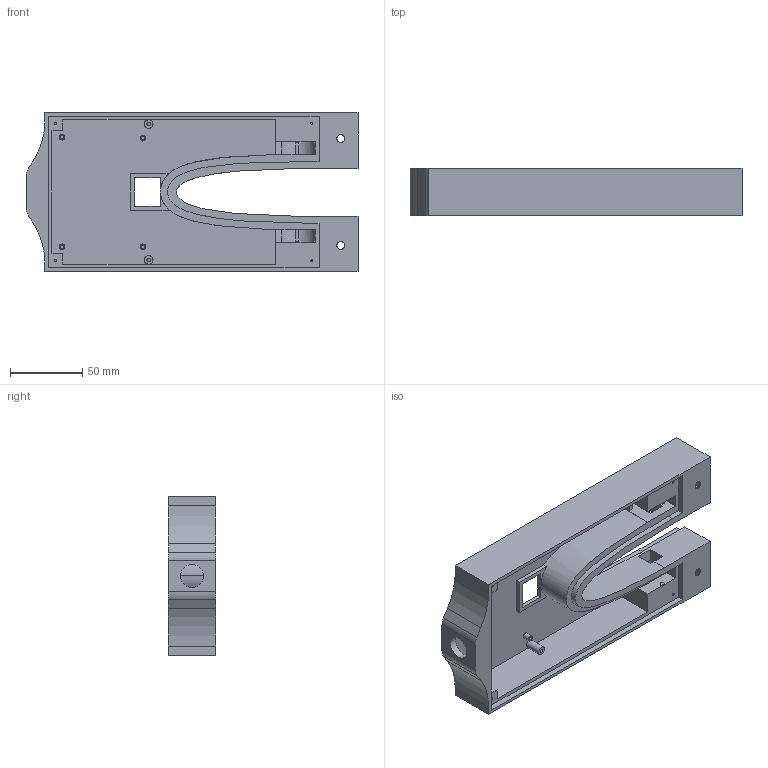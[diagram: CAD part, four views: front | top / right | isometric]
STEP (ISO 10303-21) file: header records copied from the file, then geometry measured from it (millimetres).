
FILE_DESCRIPTION(/* description */ (''),/* implementation_level */ '2;1');
FILE_NAME(/* name */ 'Modellplattan.step',/* time_stamp */ '2017-12-07T10:13:23+01:00',/* author */ ('egrapeF4FYN'),/* organization */ (''),/* preprocessor_version */ 'ST-DEVELOPER v16.13',/* originating_system */ 'Autodesk Translation Framework v6.5.0.72',/* authorisation */ '');
FILE_SCHEMA (('AUTOMOTIVE_DESIGN { 1 0 10303 214 3 1 1 }'));
Length unit declared in the file: millimetre
Products named in the file (1): Plattan v3
Bounding box: 230 x 32.7 x 110 mm (x, y, z)
Volume: 215531 mm3; surface area: 103133.9 mm2
Topology: 1 solids, 1 shells, 178 faces, 451 edges, 293 vertices
Faces by surface type: plane 123, cylinder 47, bspline 8
Full cylindrical faces by diameter (mm): 1.5 x4, 2.5 x8, 4 x4, 5.4 x2, 16 x1
Entity records: 5937 total; most frequent: CARTESIAN_POINT 1542, ORIENTED_EDGE 914, DIRECTION 866, EDGE_CURVE 457, LINE 326, VECTOR 326, VERTEX_POINT 293, AXIS2_PLACEMENT_3D 270
